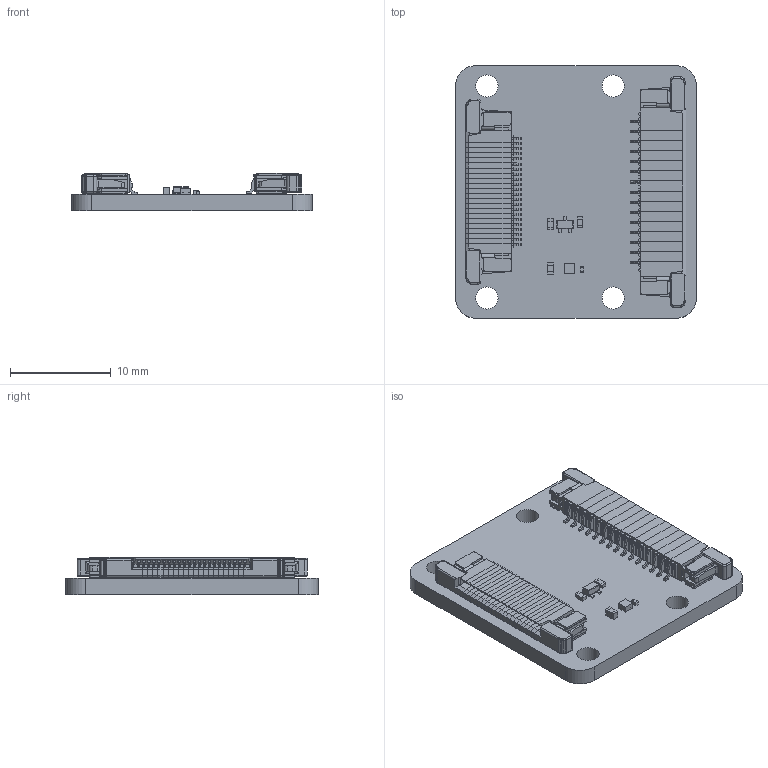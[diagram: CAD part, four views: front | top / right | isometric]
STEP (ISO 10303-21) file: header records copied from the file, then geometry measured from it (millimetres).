
FILE_DESCRIPTION(('Open CASCADE Model'),'2;1');
FILE_NAME('Open CASCADE Shape Model','2023-10-21T08:55:46',('Author'),( 'Open CASCADE'),'Open CASCADE STEP processor 7.5','Open CASCADE 7.5' ,'Unknown');
FILE_SCHEMA(('AUTOMOTIVE_DESIGN { 1 0 10303 214 1 1 1 1 }'));
Length unit declared in the file: millimetre
Products named in the file (41): PCB; Board; Open CASCADE STEP translator 7.5 1.1.1; U1; IC_ON_Semiconductor_NCP114AMX180TBG_eec; R2; 6607573264; Extruded; 6607573104; R1; Q1; Trans_ROHM_RE1C002UNTCL_eec; J2; f52q_15pin_asm; F52Q_L; F52Q_M; F52Q_R; J1; f32q_22pin_asm; F32Q_L; F32Q_M; F32Q_R; C2; 6607571424; 6607693824; C1; 6607571824; 6607571664
Assembly tree (77 placements, depth 4):
  PCB
    Board
      Open CASCADE STEP translator 7.5 1.1.1
    U1
      IC_ON_Semiconductor_NCP114AMX180TBG_eec
      IC_ON_Semiconductor_NCP114AMX180TBG_eec
      IC_ON_Semiconductor_NCP114AMX180TBG_eec
      IC_ON_Semiconductor_NCP114AMX180TBG_eec
      IC_ON_Semiconductor_NCP114AMX180TBG_eec
      IC_ON_Semiconductor_NCP114AMX180TBG_eec
    R2
      6607573264  x2
        Extruded
      6607573104
        Extruded
    R1
      6607573264  x2
        Extruded
      6607573104
        Extruded
    Q1
      Trans_ROHM_RE1C002UNTCL_eec
      Trans_ROHM_RE1C002UNTCL_eec
      Trans_ROHM_RE1C002UNTCL_eec
      Trans_ROHM_RE1C002UNTCL_eec
    J2
      f52q_15pin_asm
        F52Q_L
        F52Q_M  x13
        F52Q_R
    J1
      f32q_22pin_asm
        F32Q_L
        F32Q_M  x20
        F32Q_R
    C2
      6607571424  x2
        Extruded
      6607693824
        Extruded
    C1
      6607571824
        Extruded
      6607571664  x2
        Extruded
Bounding box: 23.86 x 25 x 3.75 mm (x, y, z)
Volume: 1212.1 mm3; surface area: 3107.4 mm2
Topology: 60 solids, 60 shells, 5440 faces, 15583 edges, 10278 vertices
Faces by surface type: plane 4095, cylinder 1277, torus 32, bspline 32, sphere 4
Full cylindrical faces by diameter (mm): 2.2 x4
Entity records: 53494 total; most frequent: CARTESIAN_POINT 10802, ORIENTED_EDGE 8768, DIRECTION 8167, EDGE_CURVE 4384, LINE 3341, VECTOR 3341, VERTEX_POINT 2852, AXIS2_PLACEMENT_3D 2413
